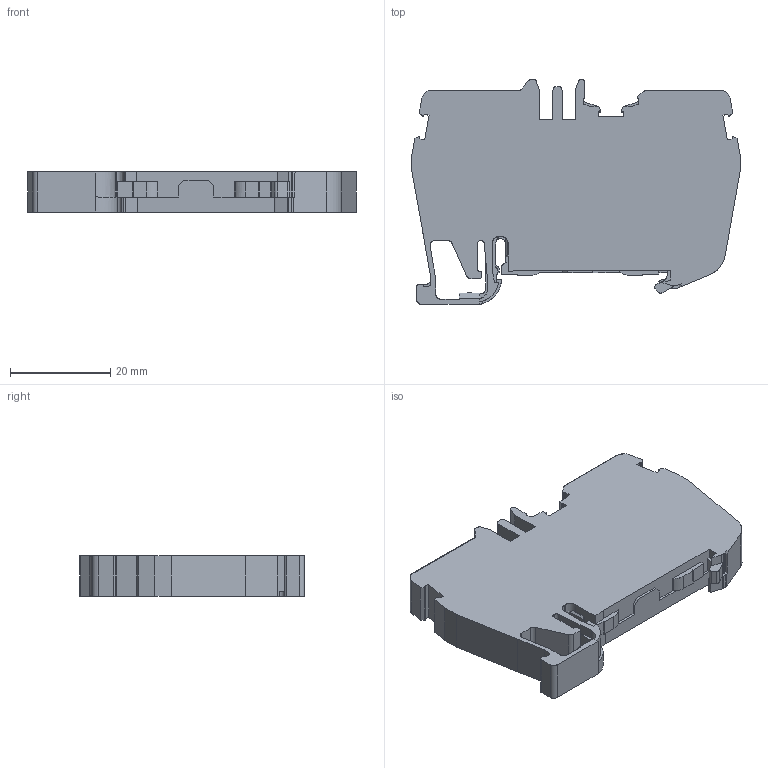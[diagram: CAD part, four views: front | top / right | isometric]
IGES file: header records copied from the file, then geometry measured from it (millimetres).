
Start section: SolidWorks IGES file using analytic representation for surfaces
Global section: file name: 336520_PYK 6T.IGS; native system: SolidWorks 2015; preprocessor: SolidWorks 2015; author: guveng; date: 150807.122908; units: millimetre
Bounding box: 65.6 x 44.91 x 8 mm (x, y, z)
Surface area: 7222.4 mm2 (no closed solid volume)
Topology: 0 solids, 0 shells, 301 faces, 3225 edges, 4088 vertices
Faces by surface type: bspline 206, revolution 95
